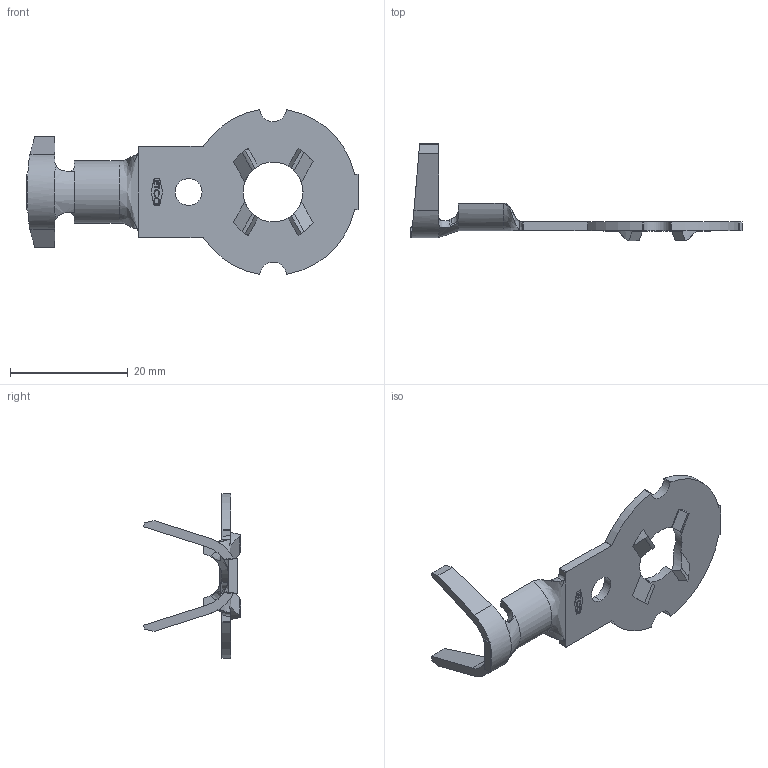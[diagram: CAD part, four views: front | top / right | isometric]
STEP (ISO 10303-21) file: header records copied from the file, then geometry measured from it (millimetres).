
FILE_DESCRIPTION (( 'STEP AP203' ), '1' );
FILE_NAME ('BT204E.STEP', '2024-02-27T16:54:02', ( '' ), ( '' ), 'SwSTEP 2.0', 'SolidWorks 2022', '' );
FILE_SCHEMA (( 'CONFIG_CONTROL_DESIGN' ));
Length unit declared in the file: inch
Products named in the file (1): BT204E
Bounding box: 56.39 x 16.51 x 27.91 mm (x, y, z)
Volume: 1500 mm3; surface area: 2440.9 mm2
Topology: 1 solids, 1 shells, 170 faces, 475 edges, 314 vertices
Faces by surface type: plane 87, cylinder 46, bspline 37
Entity records: 7556 total; most frequent: CARTESIAN_POINT 3471, ORIENTED_EDGE 950, DIRECTION 677, EDGE_CURVE 475, VERTEX_POINT 314, VECTOR 253, LINE 253, AXIS2_PLACEMENT_3D 212
